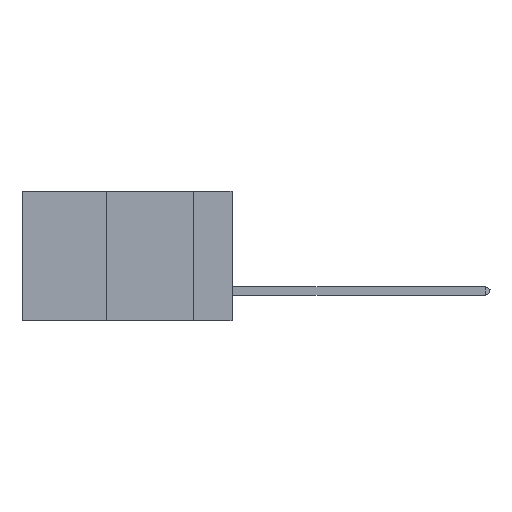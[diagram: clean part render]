
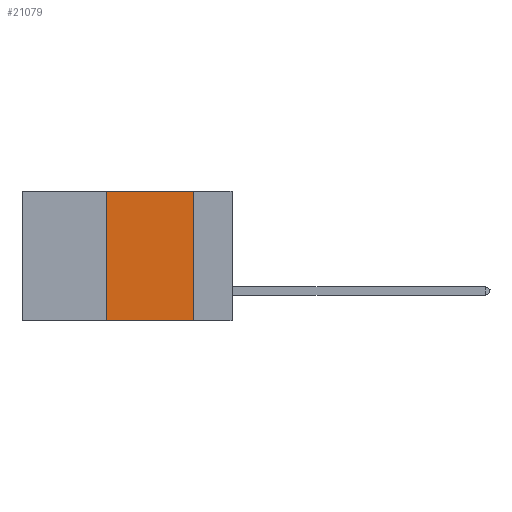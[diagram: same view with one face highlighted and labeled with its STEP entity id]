
A CAD part, left-side view. The second image highlights one B-rep face of the part: STEP entity #21079.
In plain terms, the highlighted planar face has unit normal (-1, 0, 0).
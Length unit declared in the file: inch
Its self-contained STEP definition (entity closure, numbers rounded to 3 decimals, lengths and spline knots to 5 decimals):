
#1000 = CARTESIAN_POINT ( 'NONE',  ( 0., 0.6, 0. ) ) ;
#1247 = DIRECTION ( 'NONE',  ( 0., -1., 0. ) ) ;
#2644 = DIRECTION ( 'NONE',  ( 0., -1., 0. ) ) ;
#2806 = PLANE ( 'NONE',  #6905 ) ;
#3011 = LINE ( 'NONE', #1000, #6621 ) ;
#3738 = LINE ( 'NONE', #9127, #17920 ) ;
#3914 = CARTESIAN_POINT ( 'NONE',  ( 0., 0.36, -0.37 ) ) ;
#4414 = VERTEX_POINT ( 'NONE', #3914 ) ;
#4536 = CARTESIAN_POINT ( 'NONE',  ( 0., 0.36, 0. ) ) ;
#4781 = ORIENTED_EDGE ( 'NONE', *, *, #4936, .F. ) ;
#4936 = EDGE_CURVE ( 'NONE', #22491, #13928, #3011, .T. ) ;
#5631 = VERTEX_POINT ( 'NONE', #24775 ) ;
#5763 = VECTOR ( 'NONE', #11693, 39.37008 ) ;
#6621 = VECTOR ( 'NONE', #1247, 39.37008 ) ;
#6699 = EDGE_CURVE ( 'NONE', #4414, #5631, #24895, .T. ) ;
#6905 = AXIS2_PLACEMENT_3D ( 'NONE', #20258, #19657, #17667 ) ;
#7873 = CARTESIAN_POINT ( 'NONE',  ( 0., 0.11, 0. ) ) ;
#8136 = ORIENTED_EDGE ( 'NONE', *, *, #21214, .F. ) ;
#8416 = ORIENTED_EDGE ( 'NONE', *, *, #9516, .F. ) ;
#9127 = CARTESIAN_POINT ( 'NONE',  ( 0., 0.11, 0. ) ) ;
#9516 = EDGE_CURVE ( 'NONE', #4414, #22491, #12206, .T. ) ;
#9834 = EDGE_LOOP ( 'NONE', ( #8136, #4781, #8416, #13675 ) ) ;
#10051 = CARTESIAN_POINT ( 'NONE',  ( 0., 0.36, 0. ) ) ;
#10263 = CARTESIAN_POINT ( 'NONE',  ( 0., 0.6, -0.37 ) ) ;
#10680 = DIRECTION ( 'NONE',  ( 0., 0., -1. ) ) ;
#11693 = DIRECTION ( 'NONE',  ( 0., 0., 1. ) ) ;
#12206 = LINE ( 'NONE', #10051, #5763 ) ;
#13675 = ORIENTED_EDGE ( 'NONE', *, *, #6699, .T. ) ;
#13928 = VERTEX_POINT ( 'NONE', #7873 ) ;
#14341 = FACE_OUTER_BOUND ( 'NONE', #9834, .T. ) ;
#16204 = VECTOR ( 'NONE', #2644, 39.37008 ) ;
#17667 = DIRECTION ( 'NONE',  ( 0., 0., -1. ) ) ;
#17920 = VECTOR ( 'NONE', #10680, 39.37008 ) ;
#19657 = DIRECTION ( 'NONE',  ( 1., 0., 0. ) ) ;
#20258 = CARTESIAN_POINT ( 'NONE',  ( 0., 0.6, 0. ) ) ;
#21079 = ADVANCED_FACE ( 'NONE', ( #14341 ), #2806, .F. ) ;
#21214 = EDGE_CURVE ( 'NONE', #13928, #5631, #3738, .T. ) ;
#22491 = VERTEX_POINT ( 'NONE', #4536 ) ;
#24775 = CARTESIAN_POINT ( 'NONE',  ( 0., 0.11, -0.37 ) ) ;
#24895 = LINE ( 'NONE', #10263, #16204 ) ;
